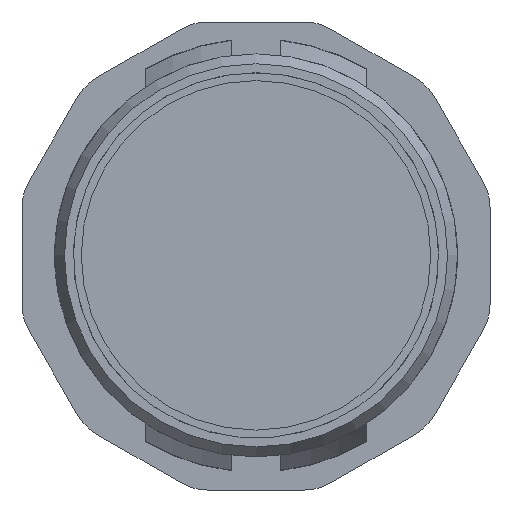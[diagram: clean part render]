
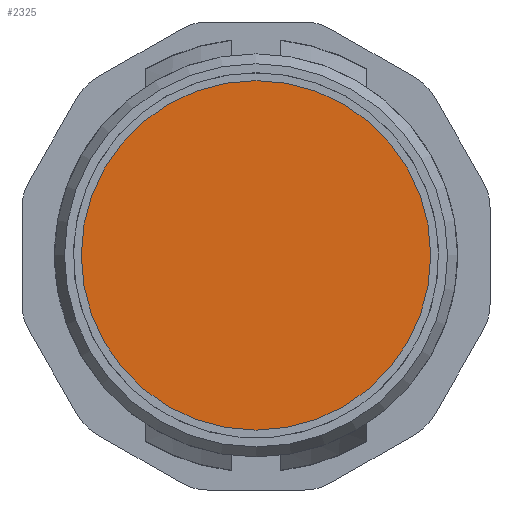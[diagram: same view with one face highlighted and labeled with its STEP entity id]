
A CAD part, front view. The second image highlights one B-rep face of the part: STEP entity #2325.
In plain terms, the highlighted planar face has unit normal (0, -1, 0).
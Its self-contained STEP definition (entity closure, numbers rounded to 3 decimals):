
#1694=PLANE('',#7733);
#1922=FACE_OUTER_BOUND('',#2949,.T.);
#2325=ADVANCED_FACE('',(#1922),#1694,.T.);
#2949=EDGE_LOOP('',(#3445));
#3445=ORIENTED_EDGE('',*,*,#6394,.F.);
#5657=VERTEX_POINT('',#10397);
#6394=EDGE_CURVE('',#5657,#5657,#7501,.T.);
#7501=CIRCLE('',#7730,27.315);
#7730=AXIS2_PLACEMENT_3D('',#10396,#8401,#8402);
#7733=AXIS2_PLACEMENT_3D('',#10401,#8407,#8408);
#8401=DIRECTION('',(0.,1.,0.));
#8402=DIRECTION('',(0.,0.,-1.));
#8407=DIRECTION('',(0.,-1.,0.));
#8408=DIRECTION('',(0.547,0.,-0.837));
#10396=CARTESIAN_POINT('',(0.,-6.,0.));
#10397=CARTESIAN_POINT('',(0.,-6.,-27.315));
#10401=CARTESIAN_POINT('',(0.,-6.,18.45));
